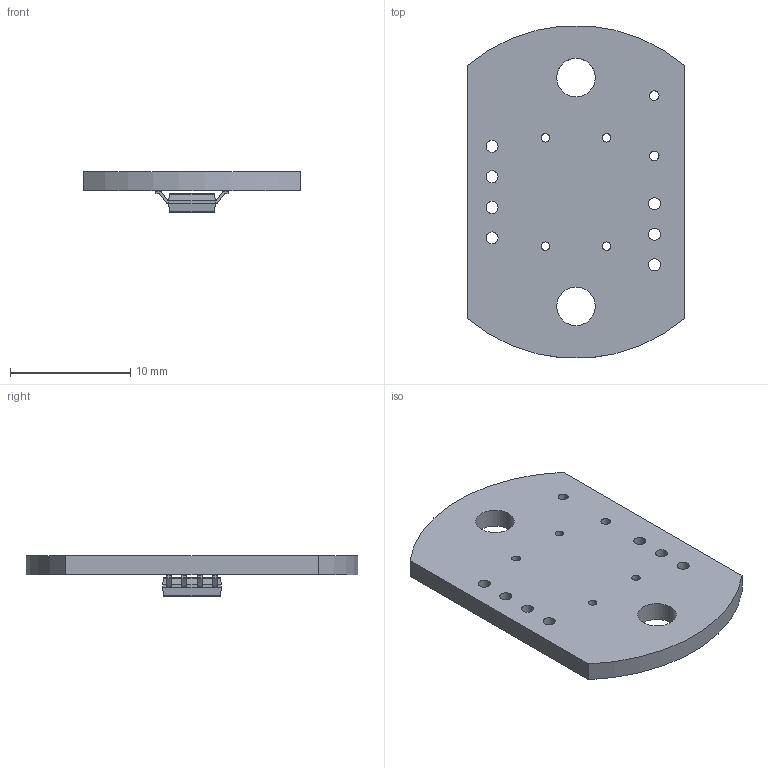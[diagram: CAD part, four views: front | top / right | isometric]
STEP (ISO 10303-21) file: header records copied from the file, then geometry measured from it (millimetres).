
FILE_DESCRIPTION(('KiCad electronic assembly'),'2;1');
FILE_NAME('MagneticEncorder.step','2022-02-26T01:17:24',('Pcbnew'),( 'Kicad'),'Open CASCADE STEP processor 7.6','KiCad to STEP converter' ,'Unknown');
FILE_SCHEMA(('AUTOMOTIVE_DESIGN { 1 0 10303 214 1 1 1 1 }'));
Length unit declared in the file: millimetre
Products named in the file (4): MagneticEncorder 1; AS5600-ASOT; COMPOUND; MagneticEncorder PCB
Assembly tree (3 placements, depth 3):
  MagneticEncorder 1
    AS5600-ASOT
      COMPOUND
    MagneticEncorder PCB
Bounding box: 18 x 27.57 x 3.4 mm (x, y, z)
Volume: 727.3 mm3; surface area: 1168.8 mm2
Topology: 10 solids, 10 shells, 149 faces, 368 edges, 240 vertices
Faces by surface type: bspline 128, cylinder 17, plane 4
Full cylindrical faces by diameter (mm): 0.7 x4, 0.8 x2, 1 x7, 3.2 x2
Entity records: 8614 total; most frequent: CARTESIAN_POINT 3356, B_SPLINE_CURVE_WITH_KNOTS 825, ORIENTED_EDGE 736, PCURVE 736, DEFINITIONAL_REPRESENTATION 736, EDGE_CURVE 368, SURFACE_CURVE 352, VERTEX_POINT 240
